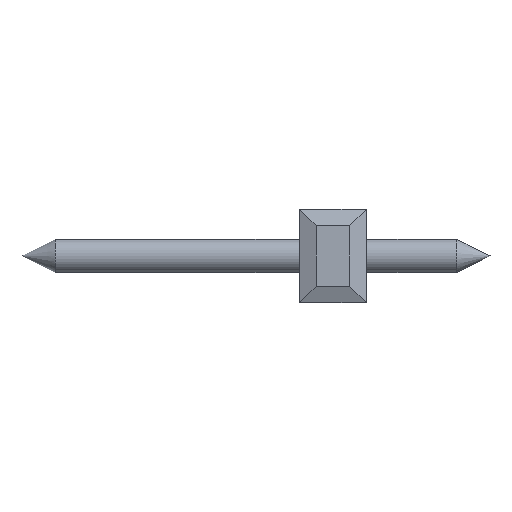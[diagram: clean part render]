
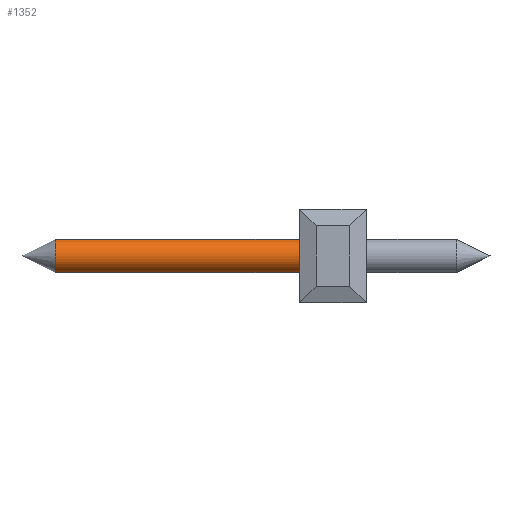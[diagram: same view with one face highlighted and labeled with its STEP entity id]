
A CAD part, left-side view. The second image highlights one B-rep face of the part: STEP entity #1352.
In plain terms, the highlighted cylindrical face has radius 0.5 mm (diameter 1 mm), a full revolution.
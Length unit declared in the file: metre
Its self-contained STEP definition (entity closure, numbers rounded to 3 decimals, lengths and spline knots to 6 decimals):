
#1352=ADVANCED_FACE('',(#2779,#2780),#2781,.T.);
#2779=FACE_OUTER_BOUND('',#4214,.T.);
#2780=FACE_OUTER_BOUND('',#4215,.T.);
#2781=CYLINDRICAL_SURFACE('',#4216,0.0005);
#4214=EDGE_LOOP('',(#7999));
#4215=EDGE_LOOP('',(#8000));
#4216=AXIS2_PLACEMENT_3D('',#8001,#8002,#8003);
#7999=ORIENTED_EDGE('',*,*,#8646,.F.);
#8000=ORIENTED_EDGE('',*,*,#9200,.T.);
#8001=CARTESIAN_POINT('',(0.161185,0.131078,0.0813));
#8002=DIRECTION('',(0.,-1.0,0.0));
#8003=DIRECTION('',(1.0,0.,0.0));
#8646=EDGE_CURVE('',#10412,#10412,#10413,.F.);
#9200=EDGE_CURVE('',#11232,#11232,#11233,.F.);
#10412=VERTEX_POINT('',#12865);
#10413=CIRCLE('',#12866,0.0005);
#11232=VERTEX_POINT('',#14096);
#11233=CIRCLE('',#14097,0.0005);
#12865=CARTESIAN_POINT('',(0.160685,0.122578,0.0813));
#12866=AXIS2_PLACEMENT_3D('',#15053,#15054,#15055);
#14096=CARTESIAN_POINT('',(0.160685,0.130078,0.0813));
#14097=AXIS2_PLACEMENT_3D('',#15473,#15474,#15475);
#15053=CARTESIAN_POINT('',(0.161185,0.122578,0.0813));
#15054=DIRECTION('',(0.,1.0,0.));
#15055=DIRECTION('',(-1.0,0.,0.));
#15473=CARTESIAN_POINT('',(0.161185,0.130078,0.0813));
#15474=DIRECTION('',(0.,1.0,-0.0));
#15475=DIRECTION('',(-1.0,0.,0.0));
